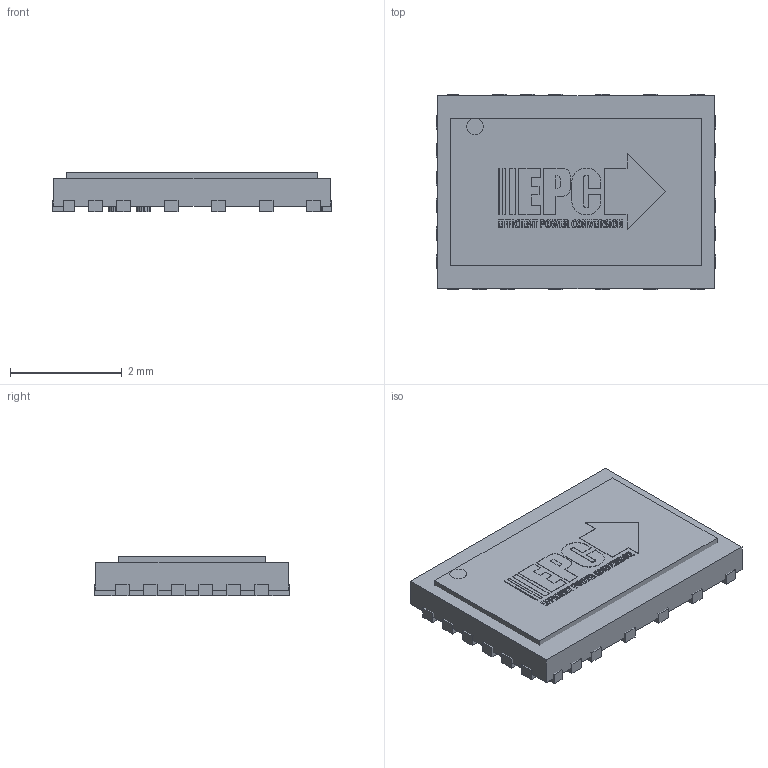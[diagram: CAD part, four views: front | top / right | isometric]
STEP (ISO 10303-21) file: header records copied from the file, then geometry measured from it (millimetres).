
FILE_DESCRIPTION(('FreeCAD Model'),'2;1');
FILE_NAME('Open CASCADE Shape Model','2023-11-27T14:53:14',(''),(''), 'Open CASCADE STEP processor 7.6','FreeCAD','Unknown');
FILE_SCHEMA(('AUTOMOTIVE_DESIGN { 1 0 10303 214 1 1 1 1 }'));
Length unit declared in the file: millimetre
Products named in the file (62): D0629; EPClogo3mm; Extrude024; Extrude; Extrude001; Extrude002; Extrude003; Extrude004; Extrude005; Extrude006; Extrude007; Extrude008; Extrude009; Extrude010; Extrude011; Extrude012; Extrude013; Extrude014; Extrude015; Extrude016; Extrude017; Extrude018; Extrude019; Extrude020; Extrude021; Extrude022; Extrude023; Green008; Green001; Green002; Green003; Green004; Green005; Green006; Green007; 7785182000; Extruded; 7787810144; Cylinder; 7785184720 ...
Assembly tree (68 placements, depth 4):
  D0629
    EPClogo3mm
      Extrude024
        Extrude
        Extrude001
        Extrude002
        Extrude003
        Extrude004
        Extrude005
        Extrude006
        Extrude007
        Extrude008
        Extrude009
        Extrude010
        Extrude011
        Extrude012
        Extrude013
        Extrude014
        Extrude015
        Extrude016
        Extrude017
        Extrude018
        Extrude019
        Extrude020
        Extrude021
        Extrude022
        Extrude023
      Green008
        Green001
        Green002
        Green003
        Green004
        Green005
        Green006
        Green007
    7785182000
      Extruded
    7787810144
      Cylinder
    7785184720
      Extruded001
    7785184720001
      Extruded001
    7785184720002
      Extruded001
    7785173600
      Extruded004
    7785183360
      Extruded005
    7785183360001
      Extruded005
    7785181600
      Extruded007
    7785181600001
      Extruded007
    7785181600002
      Extruded007
    7785181600003
      Extruded007
    7785179680
Bounding box: 5 x 3.5 x 0.7 mm (x, y, z)
Surface area: 97.4 mm2
Topology: 48 solids, 48 shells, 761 faces, 1995 edges, 1330 vertices
Faces by surface type: plane 504, bspline 152, extrusion 104, cylinder 1
Full cylindrical faces by diameter (mm): 0.3 x1
Entity records: 21923 total; most frequent: CARTESIAN_POINT 5479, ORIENTED_EDGE 3522, DIRECTION 2209, EDGE_CURVE 1761, VECTOR 1241, VERTEX_POINT 1174, LINE 1137, B_SPLINE_CURVE_WITH_KNOTS 726
